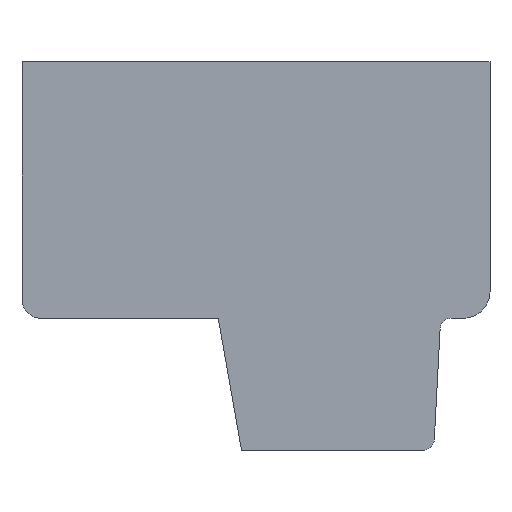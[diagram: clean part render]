
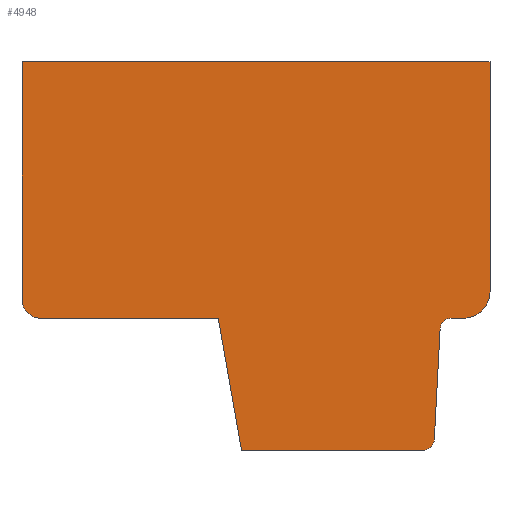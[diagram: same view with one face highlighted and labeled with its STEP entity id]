
A CAD part, front view. The second image highlights one B-rep face of the part: STEP entity #4948.
In plain terms, the highlighted planar face has unit normal (0, -1, 0).
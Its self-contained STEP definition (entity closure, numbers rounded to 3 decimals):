
#1=DIRECTION('',(0.,0.,1.));
#2=VECTOR('',#1,6.3);
#3=CARTESIAN_POINT('',(-6.2,0.,-1.15));
#4=LINE('',#3,#2);
#5=DIRECTION('',(1.,0.,0.));
#6=VECTOR('',#5,12.4);
#7=CARTESIAN_POINT('',(-6.2,0.,5.15));
#8=LINE('',#7,#6);
#9=DIRECTION('',(0.,0.,-1.));
#10=VECTOR('',#9,6.1);
#11=CARTESIAN_POINT('',(6.2,0.,5.15));
#12=LINE('',#11,#10);
#13=CARTESIAN_POINT('',(5.5,0.,-0.95));
#14=DIRECTION('',(0.,1.,0.));
#15=DIRECTION('',(1.,0.,0.));
#16=AXIS2_PLACEMENT_3D('',#13,#14,#15);
#18=DIRECTION('',(-1.,0.,0.));
#19=VECTOR('',#18,0.323);
#20=CARTESIAN_POINT('',(5.5,0.,-1.65));
#21=LINE('',#20,#19);
#22=CARTESIAN_POINT('',(5.177,0.,-1.95));
#23=DIRECTION('',(0.,-1.,0.));
#24=DIRECTION('',(0.,0.,1.));
#25=AXIS2_PLACEMENT_3D('',#22,#23,#24);
#27=DIRECTION('',(-0.052,0.,-0.999));
#28=VECTOR('',#27,2.904);
#29=CARTESIAN_POINT('',(4.877,0.,-1.95));
#30=LINE('',#29,#28);
#31=CARTESIAN_POINT('',(4.425,0.,-4.85));
#32=DIRECTION('',(0.,1.,0.));
#33=DIRECTION('',(1.,0.,0.));
#34=AXIS2_PLACEMENT_3D('',#31,#32,#33);
#36=DIRECTION('',(-1.,0.,0.));
#37=VECTOR('',#36,4.808);
#38=CARTESIAN_POINT('',(4.425,0.,-5.15));
#39=LINE('',#38,#37);
#40=DIRECTION('',(-0.174,0.,0.985));
#41=VECTOR('',#40,3.554);
#42=CARTESIAN_POINT('',(-0.383,0.,-5.15));
#43=LINE('',#42,#41);
#44=DIRECTION('',(-1.,0.,0.));
#45=VECTOR('',#44,4.7);
#46=CARTESIAN_POINT('',(-1.,0.,-1.65));
#47=LINE('',#46,#45);
#48=CARTESIAN_POINT('',(-5.7,0.,-1.15));
#49=DIRECTION('',(0.,1.,0.));
#50=DIRECTION('',(0.,0.,-1.));
#51=AXIS2_PLACEMENT_3D('',#48,#49,#50);
#3741=CARTESIAN_POINT('',(-6.2,0.,-1.15));
#3742=CARTESIAN_POINT('',(-6.2,0.,5.15));
#3743=VERTEX_POINT('',#3741);
#3744=VERTEX_POINT('',#3742);
#3745=CARTESIAN_POINT('',(6.2,0.,5.15));
#3746=VERTEX_POINT('',#3745);
#3747=CARTESIAN_POINT('',(6.2,0.,-0.95));
#3748=VERTEX_POINT('',#3747);
#3749=CARTESIAN_POINT('',(5.5,0.,-1.65));
#3750=VERTEX_POINT('',#3749);
#3751=CARTESIAN_POINT('',(5.177,0.,-1.65));
#3752=VERTEX_POINT('',#3751);
#3753=CARTESIAN_POINT('',(4.877,0.,-1.95));
#3754=VERTEX_POINT('',#3753);
#3755=CARTESIAN_POINT('',(4.725,0.,-4.85));
#3756=VERTEX_POINT('',#3755);
#3757=CARTESIAN_POINT('',(4.425,0.,-5.15));
#3758=VERTEX_POINT('',#3757);
#3759=CARTESIAN_POINT('',(-0.383,0.,-5.15));
#3760=VERTEX_POINT('',#3759);
#3761=CARTESIAN_POINT('',(-1.,0.,-1.65));
#3762=VERTEX_POINT('',#3761);
#3763=CARTESIAN_POINT('',(-5.7,0.,-1.65));
#3764=VERTEX_POINT('',#3763);
#4917=CARTESIAN_POINT('',(0.,0.,0.));
#4918=DIRECTION('',(0.,1.,0.));
#4919=DIRECTION('',(1.,0.,0.));
#4920=AXIS2_PLACEMENT_3D('',#4917,#4918,#4919);
#4921=PLANE('',#4920);
#4923=ORIENTED_EDGE('',*,*,#4922,.T.);
#4925=ORIENTED_EDGE('',*,*,#4924,.T.);
#4927=ORIENTED_EDGE('',*,*,#4926,.T.);
#4929=ORIENTED_EDGE('',*,*,#4928,.T.);
#4931=ORIENTED_EDGE('',*,*,#4930,.T.);
#4933=ORIENTED_EDGE('',*,*,#4932,.T.);
#4935=ORIENTED_EDGE('',*,*,#4934,.T.);
#4937=ORIENTED_EDGE('',*,*,#4936,.T.);
#4939=ORIENTED_EDGE('',*,*,#4938,.T.);
#4941=ORIENTED_EDGE('',*,*,#4940,.T.);
#4943=ORIENTED_EDGE('',*,*,#4942,.T.);
#4945=ORIENTED_EDGE('',*,*,#4944,.T.);
#4946=EDGE_LOOP('',(#4923,#4925,#4927,#4929,#4931,#4933,#4935,#4937,#4939,#4941,
#4943,#4945));
#4947=FACE_OUTER_BOUND('',#4946,.F.);
#4948=ADVANCED_FACE('',(#4947),#4921,.F.);
#17=CIRCLE('',#16,0.7);
#26=CIRCLE('',#25,0.3);
#35=CIRCLE('',#34,0.3);
#52=CIRCLE('',#51,0.5);
#4922=EDGE_CURVE('',#3743,#3744,#4,.T.);
#4924=EDGE_CURVE('',#3744,#3746,#8,.T.);
#4926=EDGE_CURVE('',#3746,#3748,#12,.T.);
#4928=EDGE_CURVE('',#3748,#3750,#17,.T.);
#4930=EDGE_CURVE('',#3750,#3752,#21,.T.);
#4932=EDGE_CURVE('',#3752,#3754,#26,.T.);
#4934=EDGE_CURVE('',#3754,#3756,#30,.T.);
#4936=EDGE_CURVE('',#3756,#3758,#35,.T.);
#4938=EDGE_CURVE('',#3758,#3760,#39,.T.);
#4940=EDGE_CURVE('',#3760,#3762,#43,.T.);
#4942=EDGE_CURVE('',#3762,#3764,#47,.T.);
#4944=EDGE_CURVE('',#3764,#3743,#52,.T.);
